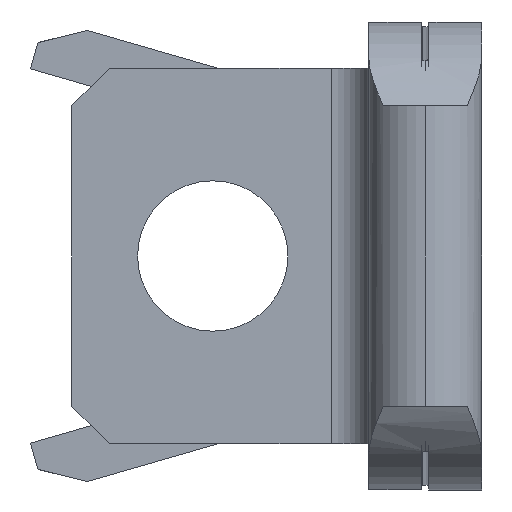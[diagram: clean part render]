
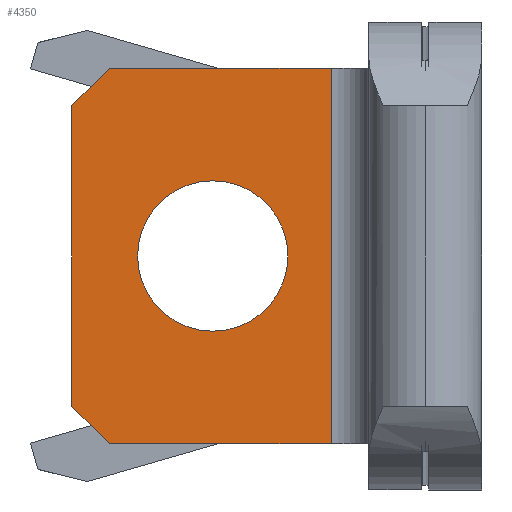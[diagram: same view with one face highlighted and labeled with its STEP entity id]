
A CAD part, left-side view. The second image highlights one B-rep face of the part: STEP entity #4350.
In plain terms, the highlighted planar face has unit normal (-1, 0, 0).
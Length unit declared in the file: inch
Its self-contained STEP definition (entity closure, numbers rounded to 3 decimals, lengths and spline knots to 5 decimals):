
#12 = CARTESIAN_POINT ( 'NONE',  ( 0.845, 0.05, -0.1 ) ) ;
#118 = VECTOR ( 'NONE', #2165, 39.37008 ) ;
#239 = FACE_OUTER_BOUND ( 'NONE', #392, .T. ) ;
#252 = VERTEX_POINT ( 'NONE', #3264 ) ;
#303 = VECTOR ( 'NONE', #4159, 39.37008 ) ;
#314 = EDGE_CURVE ( 'NONE', #252, #4446, #2273, .T. ) ;
#366 = VECTOR ( 'NONE', #3807, 39.37008 ) ;
#392 = EDGE_LOOP ( 'NONE', ( #1238, #2956, #2235, #4388, #3193, #3360 ) ) ;
#732 = DIRECTION ( 'NONE',  ( 1., 0., 0. ) ) ;
#788 = VECTOR ( 'NONE', #3308, 39.37008 ) ;
#801 = LINE ( 'NONE', #4268, #2714 ) ;
#1103 = CARTESIAN_POINT ( 'NONE',  ( 0.845, 0.113, 0.04 ) ) ;
#1151 = CARTESIAN_POINT ( 'NONE',  ( 0.845, 0.188, -0.08 ) ) ;
#1233 = EDGE_LOOP ( 'NONE', ( #3717, #4347 ) ) ;
#1238 = ORIENTED_EDGE ( 'NONE', *, *, #1806, .T. ) ;
#1246 = CARTESIAN_POINT ( 'NONE',  ( 0.845, 0.113, 0. ) ) ;
#1266 = FACE_BOUND ( 'NONE', #1233, .T. ) ;
#1302 = CARTESIAN_POINT ( 'NONE',  ( 0.845, 0.05, 0.1 ) ) ;
#1340 = CARTESIAN_POINT ( 'NONE',  ( 0.845, 0.168, 0.1 ) ) ;
#1513 = CARTESIAN_POINT ( 'NONE',  ( 0.845, 0.188, 0.1 ) ) ;
#1589 = PLANE ( 'NONE',  #4258 ) ;
#1631 = DIRECTION ( 'NONE',  ( 0., 1., 0. ) ) ;
#1673 = LINE ( 'NONE', #4074, #788 ) ;
#1712 = EDGE_CURVE ( 'NONE', #4446, #4361, #1673, .T. ) ;
#1716 = CARTESIAN_POINT ( 'NONE',  ( 0.845, 0.188, -0.1 ) ) ;
#1778 = CARTESIAN_POINT ( 'NONE',  ( 0.845, 0.168, 0.1 ) ) ;
#1806 = EDGE_CURVE ( 'NONE', #4706, #3234, #3212, .T. ) ;
#1895 = VERTEX_POINT ( 'NONE', #12 ) ;
#1962 = DIRECTION ( 'NONE',  ( 1., 0., 0. ) ) ;
#1973 = CIRCLE ( 'NONE', #2895, 0.04 ) ;
#2088 = EDGE_CURVE ( 'NONE', #4186, #2734, #3048, .T. ) ;
#2136 = LINE ( 'NONE', #1778, #118 ) ;
#2165 = DIRECTION ( 'NONE',  ( 0., 0.707, -0.707 ) ) ;
#2235 = ORIENTED_EDGE ( 'NONE', *, *, #314, .T. ) ;
#2273 = LINE ( 'NONE', #3842, #366 ) ;
#2389 = EDGE_CURVE ( 'NONE', #4361, #1895, #2748, .T. ) ;
#2485 = EDGE_CURVE ( 'NONE', #3234, #252, #2136, .T. ) ;
#2714 = VECTOR ( 'NONE', #2768, 39.37008 ) ;
#2733 = CARTESIAN_POINT ( 'NONE',  ( 0.845, 0.168, -0.1 ) ) ;
#2734 = VERTEX_POINT ( 'NONE', #4643 ) ;
#2748 = LINE ( 'NONE', #1716, #3615 ) ;
#2768 = DIRECTION ( 'NONE',  ( 0., 0., -1. ) ) ;
#2895 = AXIS2_PLACEMENT_3D ( 'NONE', #1246, #3900, #1631 ) ;
#2956 = ORIENTED_EDGE ( 'NONE', *, *, #2485, .T. ) ;
#3018 = CARTESIAN_POINT ( 'NONE',  ( 0.845, 0.113, 0. ) ) ;
#3048 = CIRCLE ( 'NONE', #3079, 0.04 ) ;
#3063 = EDGE_CURVE ( 'NONE', #4706, #1895, #801, .T. ) ;
#3079 = AXIS2_PLACEMENT_3D ( 'NONE', #3018, #732, #3388 ) ;
#3193 = ORIENTED_EDGE ( 'NONE', *, *, #2389, .T. ) ;
#3212 = LINE ( 'NONE', #1513, #303 ) ;
#3234 = VERTEX_POINT ( 'NONE', #1340 ) ;
#3264 = CARTESIAN_POINT ( 'NONE',  ( 0.845, 0.188, 0.08 ) ) ;
#3308 = DIRECTION ( 'NONE',  ( 0., -0.707, -0.707 ) ) ;
#3360 = ORIENTED_EDGE ( 'NONE', *, *, #3063, .F. ) ;
#3388 = DIRECTION ( 'NONE',  ( 0., 1., 0. ) ) ;
#3615 = VECTOR ( 'NONE', #4728, 39.37008 ) ;
#3717 = ORIENTED_EDGE ( 'NONE', *, *, #4618, .T. ) ;
#3807 = DIRECTION ( 'NONE',  ( 0., 0., -1. ) ) ;
#3842 = CARTESIAN_POINT ( 'NONE',  ( 0.845, 0.188, 0.1245 ) ) ;
#3900 = DIRECTION ( 'NONE',  ( 1., 0., 0. ) ) ;
#4074 = CARTESIAN_POINT ( 'NONE',  ( 0.845, 0.168, -0.1 ) ) ;
#4159 = DIRECTION ( 'NONE',  ( 0., 1., 0. ) ) ;
#4186 = VERTEX_POINT ( 'NONE', #1103 ) ;
#4258 = AXIS2_PLACEMENT_3D ( 'NONE', #4583, #1962, #4599 ) ;
#4268 = CARTESIAN_POINT ( 'NONE',  ( 0.845, 0.05, 0.1245 ) ) ;
#4347 = ORIENTED_EDGE ( 'NONE', *, *, #2088, .T. ) ;
#4350 = ADVANCED_FACE ( 'NONE', ( #1266, #239 ), #1589, .F. ) ;
#4361 = VERTEX_POINT ( 'NONE', #2733 ) ;
#4388 = ORIENTED_EDGE ( 'NONE', *, *, #1712, .T. ) ;
#4446 = VERTEX_POINT ( 'NONE', #1151 ) ;
#4583 = CARTESIAN_POINT ( 'NONE',  ( 0.845, 0.188, 0.1245 ) ) ;
#4599 = DIRECTION ( 'NONE',  ( 0., 1., 0. ) ) ;
#4618 = EDGE_CURVE ( 'NONE', #2734, #4186, #1973, .T. ) ;
#4643 = CARTESIAN_POINT ( 'NONE',  ( 0.845, 0.113, -0.04 ) ) ;
#4706 = VERTEX_POINT ( 'NONE', #1302 ) ;
#4728 = DIRECTION ( 'NONE',  ( 0., -1., 0. ) ) ;
